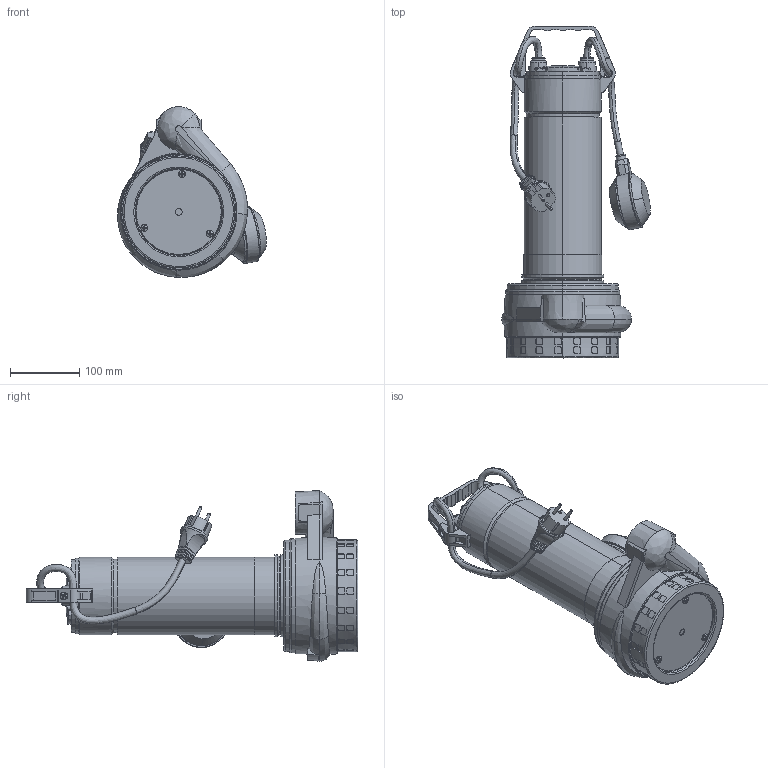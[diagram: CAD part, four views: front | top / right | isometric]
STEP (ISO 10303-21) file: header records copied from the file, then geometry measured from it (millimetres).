
FILE_DESCRIPTION (( 'STEP AP214' ), '1' );
FILE_NAME ('4_93_432_09_REV00.step', '2022-04-04T09:49:09', ( '' ), ( '' ), 'SwSTEP 2.0', 'SolidWorks 2020', '' );
FILE_SCHEMA (( 'AUTOMOTIVE_DESIGN' ));
Length unit declared in the file: millimetre
Products named in the file (3): 4_93_432_09_REV00; Copia di Copia di 3_92_128_semplificato^4_93_432_09_REV00_Cavo singolo; Copia di 4_93_432_09^4_93_432_09_REV00
Assembly tree (2 placements, depth 2):
  4_93_432_09_REV00
    Copia di 4_93_432_09^4_93_432_09_REV00
    Copia di Copia di 3_92_128_semplificato^4_93_432_09_REV00_Cavo singolo
Bounding box: 215.54 x 480.2 x 247.08 mm (x, y, z)
Volume: 6426912.8 mm3; surface area: 543208.6 mm2
Topology: 33 solids, 33 shells, 1492 faces, 3831 edges, 2487 vertices
Faces by surface type: plane 742, cylinder 493, cone 130, bspline 72, torus 31, sphere 24
Entity records: 73128 total; most frequent: CARTESIAN_POINT 37041, ORIENTED_EDGE 7642, DIRECTION 7117, EDGE_CURVE 3821, AXIS2_PLACEMENT_3D 2609, VERTEX_POINT 2487, VECTOR 1899, LINE 1899
